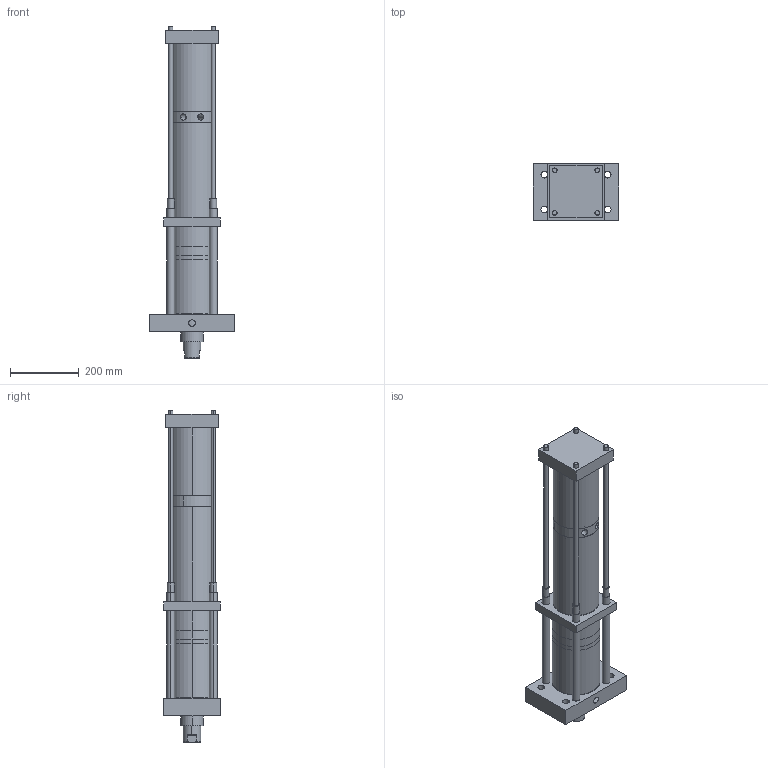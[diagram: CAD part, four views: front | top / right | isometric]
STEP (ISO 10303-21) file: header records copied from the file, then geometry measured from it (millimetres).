
FILE_DESCRIPTION (( 'STEP AP203' ), '1' );
FILE_NAME ('DL40-28-16.STEP', '2022-04-25T20:59:54', ( '' ), ( '' ), 'SwSTEP 2.0', 'SolidWorks 2020', '' );
FILE_SCHEMA (( 'CONFIG_CONTROL_DESIGN' ));
Length unit declared in the file: inch
Products named in the file (1): DL40-28-16
Bounding box: 247.65 x 165.1 x 966.93 mm (x, y, z)
Volume: 7451889.6 mm3; surface area: 1349816.7 mm2
Topology: 20 solids, 21 shells, 310 faces, 649 edges, 431 vertices
Faces by surface type: cylinder 195, plane 112, torus 3
Full cylindrical faces by diameter (mm): 19.05 x1
Entity records: 9591 total; most frequent: CARTESIAN_POINT 2427, DIRECTION 1631, ORIENTED_EDGE 1304, AXIS2_PLACEMENT_3D 695, EDGE_CURVE 652, VERTEX_POINT 434, EDGE_LOOP 408, CIRCLE 385
